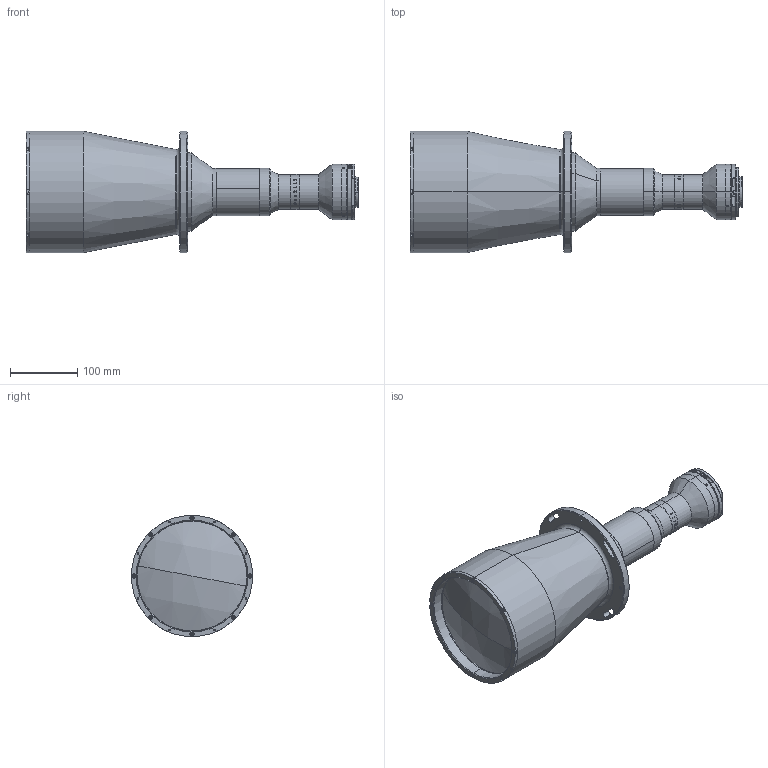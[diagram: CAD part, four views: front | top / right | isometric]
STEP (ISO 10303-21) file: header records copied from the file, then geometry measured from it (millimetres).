
FILE_DESCRIPTION (( 'STEP AP203' ), '1' );
FILE_NAME ('XF-PTL15232-F.STEP', '2019-07-22T09:50:50', ( 'lawlynn' ), ( '' ), 'SwSTEP 2.0', 'SolidWorks 2014', '' );
FILE_SCHEMA (( 'CONFIG_CONTROL_DESIGN' ));
Length unit declared in the file: millimetre
Products named in the file (1): XF-PTL15232-F
Bounding box: 492.94 x 180 x 180 mm (x, y, z)
Surface area: 285732.8 mm2 (no closed solid volume)
Topology: 0 solids, 45 shells, 330 faces, 1470 edges, 1158 vertices
Faces by surface type: cylinder 147, plane 109, cone 54, torus 16, sphere 4
Entity records: 20631 total; most frequent: CARTESIAN_POINT 8873, DIRECTION 2441, ORIENTED_EDGE 2074, EDGE_CURVE 1458, VERTEX_POINT 1158, AXIS2_PLACEMENT_3D 936, CIRCLE 605, LINE 569
